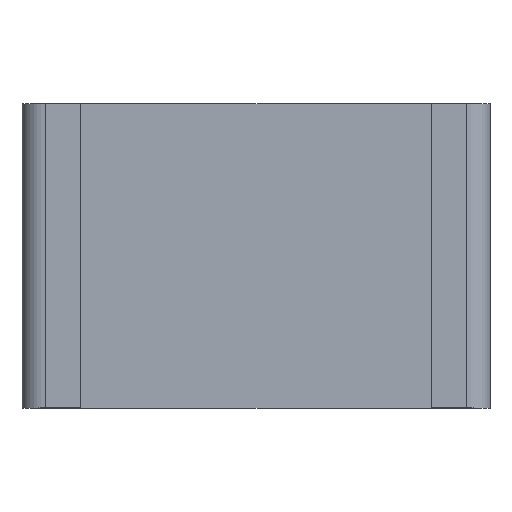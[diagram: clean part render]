
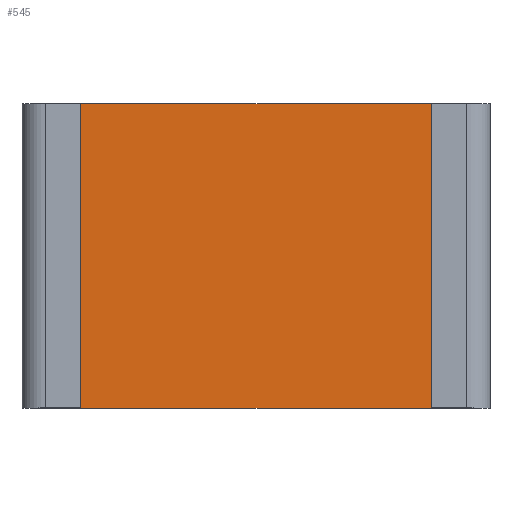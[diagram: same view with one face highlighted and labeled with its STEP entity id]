
A CAD part, top view. The second image highlights one B-rep face of the part: STEP entity #545.
In plain terms, the highlighted planar face has unit normal (0, 0, 1).
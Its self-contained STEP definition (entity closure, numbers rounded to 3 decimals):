
#53=PLANE('',#620);
#81=FACE_OUTER_BOUND('',#111,.T.);
#111=EDGE_LOOP('',(#457,#458,#459,#460));
#153=LINE('',#874,#217);
#156=LINE('',#880,#220);
#159=LINE('',#886,#223);
#162=LINE('',#890,#226);
#217=VECTOR('',#713,10.);
#220=VECTOR('',#718,10.);
#223=VECTOR('',#723,10.);
#226=VECTOR('',#728,10.);
#283=VERTEX_POINT('',#871);
#284=VERTEX_POINT('',#873);
#286=VERTEX_POINT('',#879);
#288=VERTEX_POINT('',#885);
#341=EDGE_CURVE('',#284,#283,#153,.T.);
#344=EDGE_CURVE('',#286,#284,#156,.T.);
#347=EDGE_CURVE('',#288,#286,#159,.T.);
#350=EDGE_CURVE('',#283,#288,#162,.T.);
#457=ORIENTED_EDGE('',*,*,#350,.T.);
#458=ORIENTED_EDGE('',*,*,#347,.T.);
#459=ORIENTED_EDGE('',*,*,#344,.T.);
#460=ORIENTED_EDGE('',*,*,#341,.T.);
#545=ADVANCED_FACE('',(#81),#53,.T.);
#620=AXIS2_PLACEMENT_3D('',#891,#729,#730);
#713=DIRECTION('',(-1.,0.,0.));
#718=DIRECTION('',(0.,1.,0.));
#723=DIRECTION('',(1.,0.,0.));
#728=DIRECTION('',(0.,-1.,0.));
#729=DIRECTION('center_axis',(0.,0.,1.));
#730=DIRECTION('ref_axis',(1.,0.,0.));
#871=CARTESIAN_POINT('',(-1.,0.6,0.45));
#873=CARTESIAN_POINT('',(0.9,0.6,0.45));
#874=CARTESIAN_POINT('',(0.9,0.6,0.45));
#879=CARTESIAN_POINT('',(0.9,-0.7,0.45));
#880=CARTESIAN_POINT('',(0.9,-0.7,0.45));
#885=CARTESIAN_POINT('',(-1.,-0.7,0.45));
#886=CARTESIAN_POINT('',(-1.,-0.7,0.45));
#890=CARTESIAN_POINT('',(-1.,0.6,0.45));
#891=CARTESIAN_POINT('Origin',(-0.05,-0.71,0.45));
